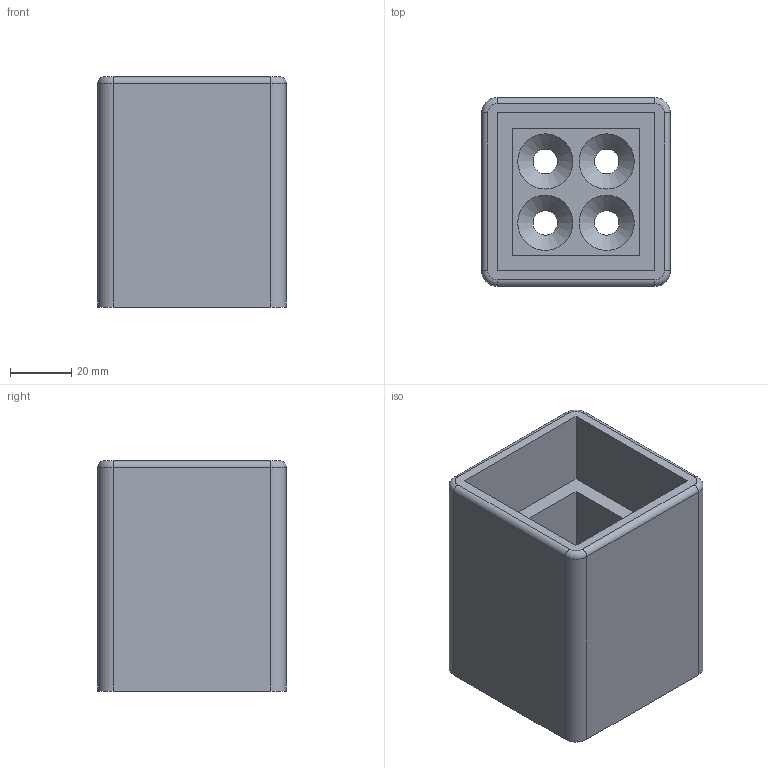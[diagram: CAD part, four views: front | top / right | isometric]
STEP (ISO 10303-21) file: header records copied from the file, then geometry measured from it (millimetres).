
FILE_DESCRIPTION(('FreeCAD Model'),'2;1');
FILE_NAME('Open CASCADE Shape Model','2025-11-09T23:50:08',('Author'),( ''),'Open CASCADE STEP processor 7.8','FreeCAD','Unknown');
FILE_SCHEMA(('AUTOMOTIVE_DESIGN { 1 0 10303 214 1 1 1 1 }'));
Length unit declared in the file: millimetre
Products named in the file (1): Body
Bounding box: 61.5 x 61.5 x 75 mm (x, y, z)
Volume: 142870.7 mm3; surface area: 37351.1 mm2
Topology: 1 solids, 1 shells, 36 faces, 84 edges, 52 vertices
Faces by surface type: plane 16, cylinder 12, torus 4, cone 4
Full cylindrical faces by diameter (mm): 8 x4
Entity records: 1062 total; most frequent: DIRECTION 190, CARTESIAN_POINT 173, ORIENTED_EDGE 168, EDGE_CURVE 84, AXIS2_PLACEMENT_3D 69, VERTEX_POINT 52, LINE 52, VECTOR 52
